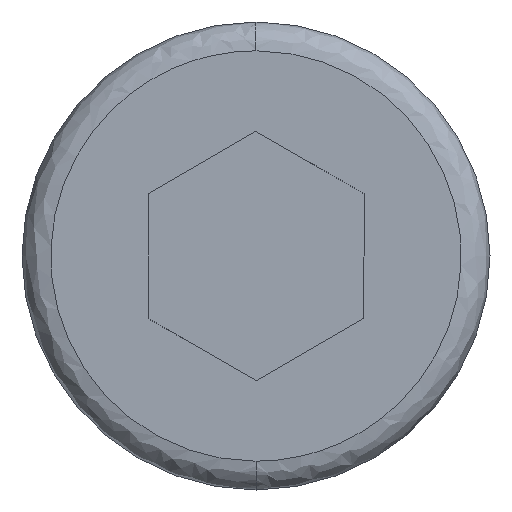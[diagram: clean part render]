
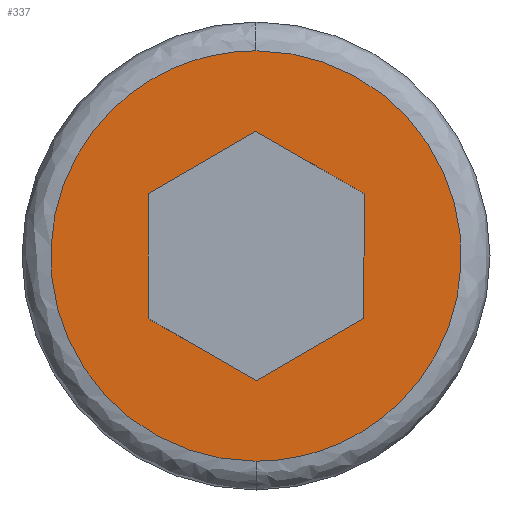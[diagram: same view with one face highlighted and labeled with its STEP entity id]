
A CAD part, left-side view. The second image highlights one B-rep face of the part: STEP entity #337.
In plain terms, the highlighted planar face has unit normal (-1, 0, 0).
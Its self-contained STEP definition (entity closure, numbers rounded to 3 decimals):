
#20 = VECTOR ( 'NONE', #56, 1000. ) ;
#26 = CARTESIAN_POINT ( 'NONE',  ( -8., 11.4, 5.7 ) ) ;
#37 = VERTEX_POINT ( 'NONE', #70 ) ;
#52 = CARTESIAN_POINT ( 'NONE',  ( -8., -3., 1.732 ) ) ;
#56 = DIRECTION ( 'NONE',  ( 0., 0., 1. ) ) ;
#67 = VERTEX_POINT ( 'NONE', #216 ) ;
#69 = EDGE_CURVE ( 'NONE', #37, #348, #416, .T. ) ;
#70 = CARTESIAN_POINT ( 'NONE',  ( -8., 0., -3.464 ) ) ;
#71 = ORIENTED_EDGE ( 'NONE', *, *, #238, .T. ) ;
#76 = FACE_BOUND ( 'NONE', #438, .T. ) ;
#79 = ORIENTED_EDGE ( 'NONE', *, *, #113, .F. ) ;
#80 = DIRECTION ( 'NONE',  ( -1., 0., 0. ) ) ;
#81 = CARTESIAN_POINT ( 'NONE',  ( -8., 0., 5.7 ) ) ;
#82 =( BOUNDED_CURVE ( )  B_SPLINE_CURVE ( 3, ( #81, #301, #219, #484 ),
 .UNSPECIFIED., .F., .T. ) 
 B_SPLINE_CURVE_WITH_KNOTS ( ( 4, 4 ),
 ( 0.75, 1.25 ),
 .UNSPECIFIED. ) 
 CURVE ( )  GEOMETRIC_REPRESENTATION_ITEM ( )  RATIONAL_B_SPLINE_CURVE ( ( 1., 0.333, 0.333, 1. ) ) 
 REPRESENTATION_ITEM ( '' )  );
#92 = VECTOR ( 'NONE', #488, 1000. ) ;
#97 = CARTESIAN_POINT ( 'NONE',  ( -8., 0., -5.7 ) ) ;
#102 = LINE ( 'NONE', #319, #483 ) ;
#103 = ORIENTED_EDGE ( 'NONE', *, *, #134, .T. ) ;
#107 = VECTOR ( 'NONE', #436, 1000. ) ;
#111 = CARTESIAN_POINT ( 'NONE',  ( -8., 3., 1.732 ) ) ;
#113 = EDGE_CURVE ( 'NONE', #129, #260, #82, .T. ) ;
#127 = VECTOR ( 'NONE', #180, 1000. ) ;
#129 = VERTEX_POINT ( 'NONE', #178 ) ;
#134 = EDGE_CURVE ( 'NONE', #348, #251, #242, .T. ) ;
#138 = ORIENTED_EDGE ( 'NONE', *, *, #449, .T. ) ;
#175 = VERTEX_POINT ( 'NONE', #52 ) ;
#177 = ORIENTED_EDGE ( 'NONE', *, *, #218, .F. ) ;
#178 = CARTESIAN_POINT ( 'NONE',  ( -8., 0., 5.7 ) ) ;
#180 = DIRECTION ( 'NONE',  ( 0., 0., -1. ) ) ;
#198 = ORIENTED_EDGE ( 'NONE', *, *, #69, .T. ) ;
#199 = PLANE ( 'NONE',  #490 ) ;
#210 = DIRECTION ( 'NONE',  ( 0., 0.866, -0.5 ) ) ;
#216 = CARTESIAN_POINT ( 'NONE',  ( -8., -3., -1.732 ) ) ;
#218 = EDGE_CURVE ( 'NONE', #260, #129, #440, .T. ) ;
#219 = CARTESIAN_POINT ( 'NONE',  ( -8., -11.4, -5.7 ) ) ;
#220 = CARTESIAN_POINT ( 'NONE',  ( -8., -3., 0. ) ) ;
#238 = EDGE_CURVE ( 'NONE', #535, #175, #102, .T. ) ;
#240 = CARTESIAN_POINT ( 'NONE',  ( -8., 0., 5.7 ) ) ;
#242 = LINE ( 'NONE', #343, #20 ) ;
#251 = VERTEX_POINT ( 'NONE', #111 ) ;
#255 = DIRECTION ( 'NONE',  ( 0., 0., 1. ) ) ;
#260 = VERTEX_POINT ( 'NONE', #284 ) ;
#284 = CARTESIAN_POINT ( 'NONE',  ( -8., 0., -5.7 ) ) ;
#293 = CARTESIAN_POINT ( 'NONE',  ( -8., 3., -1.732 ) ) ;
#301 = CARTESIAN_POINT ( 'NONE',  ( -8., -11.4, 5.7 ) ) ;
#315 = LINE ( 'NONE', #427, #494 ) ;
#317 = CARTESIAN_POINT ( 'NONE',  ( -8., 3., 1.732 ) ) ;
#319 = CARTESIAN_POINT ( 'NONE',  ( -8., 0., 3.464 ) ) ;
#328 = ORIENTED_EDGE ( 'NONE', *, *, #330, .T. ) ;
#330 = EDGE_CURVE ( 'NONE', #67, #37, #315, .T. ) ;
#337 = ADVANCED_FACE ( 'NONE', ( #76, #474 ), #199, .T. ) ;
#343 = CARTESIAN_POINT ( 'NONE',  ( -8., 3., 0. ) ) ;
#348 = VERTEX_POINT ( 'NONE', #293 ) ;
#363 = LINE ( 'NONE', #220, #127 ) ;
#367 = DIRECTION ( 'NONE',  ( 0., -0.866, -0.5 ) ) ;
#381 = ORIENTED_EDGE ( 'NONE', *, *, #543, .T. ) ;
#382 = CARTESIAN_POINT ( 'NONE',  ( -8., 4.982, 0. ) ) ;
#388 = CARTESIAN_POINT ( 'NONE',  ( -8., 0., -3.464 ) ) ;
#401 = CARTESIAN_POINT ( 'NONE',  ( -8., 11.4, -5.7 ) ) ;
#404 = EDGE_LOOP ( 'NONE', ( #177, #79 ) ) ;
#416 = LINE ( 'NONE', #388, #107 ) ;
#427 = CARTESIAN_POINT ( 'NONE',  ( -8., -3., -1.732 ) ) ;
#436 = DIRECTION ( 'NONE',  ( 0., 0.866, 0.5 ) ) ;
#438 = EDGE_LOOP ( 'NONE', ( #328, #198, #103, #381, #71, #138 ) ) ;
#440 =( BOUNDED_CURVE ( )  B_SPLINE_CURVE ( 3, ( #97, #401, #26, #240 ),
 .UNSPECIFIED., .F., .T. ) 
 B_SPLINE_CURVE_WITH_KNOTS ( ( 4, 4 ),
 ( 0.25, 0.75 ),
 .UNSPECIFIED. ) 
 CURVE ( )  GEOMETRIC_REPRESENTATION_ITEM ( )  RATIONAL_B_SPLINE_CURVE ( ( 1., 0.333, 0.333, 1. ) ) 
 REPRESENTATION_ITEM ( '' )  );
#448 = CARTESIAN_POINT ( 'NONE',  ( -8., 0., 3.464 ) ) ;
#449 = EDGE_CURVE ( 'NONE', #175, #67, #363, .T. ) ;
#474 = FACE_OUTER_BOUND ( 'NONE', #404, .T. ) ;
#483 = VECTOR ( 'NONE', #367, 1000. ) ;
#484 = CARTESIAN_POINT ( 'NONE',  ( -8., 0., -5.7 ) ) ;
#488 = DIRECTION ( 'NONE',  ( 0., -0.866, 0.5 ) ) ;
#490 = AXIS2_PLACEMENT_3D ( 'NONE', #382, #80, #255 ) ;
#494 = VECTOR ( 'NONE', #210, 1000. ) ;
#525 = LINE ( 'NONE', #317, #92 ) ;
#535 = VERTEX_POINT ( 'NONE', #448 ) ;
#543 = EDGE_CURVE ( 'NONE', #251, #535, #525, .T. ) ;
